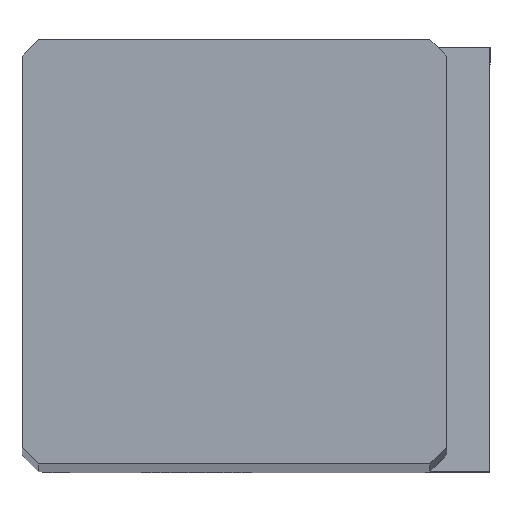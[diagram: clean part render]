
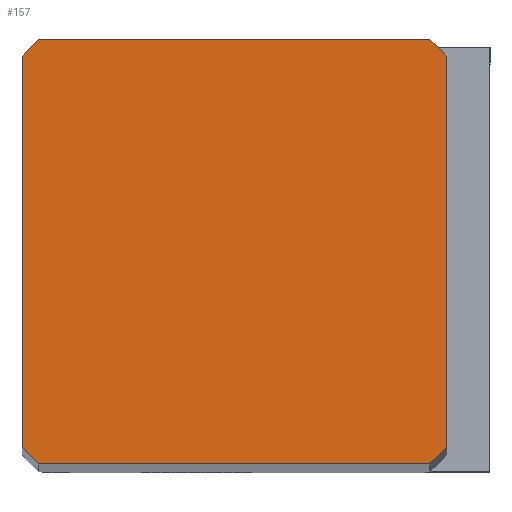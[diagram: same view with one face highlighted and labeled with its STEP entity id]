
A CAD part, top view. The second image highlights one B-rep face of the part: STEP entity #157.
In plain terms, the highlighted planar face has unit normal (0, 0, 1).
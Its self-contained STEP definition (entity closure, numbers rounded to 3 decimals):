
#101=FACE_OUTER_BOUND('',#248,.T.);
#157=ADVANCED_FACE('',(#101),#215,.T.);
#215=PLANE('',#1216);
#248=EDGE_LOOP('',(#378,#379,#380,#381,#382,#383,#384,#385));
#378=ORIENTED_EDGE('',*,*,#809,.F.);
#379=ORIENTED_EDGE('',*,*,#810,.T.);
#380=ORIENTED_EDGE('',*,*,#811,.T.);
#381=ORIENTED_EDGE('',*,*,#812,.T.);
#382=ORIENTED_EDGE('',*,*,#808,.T.);
#383=ORIENTED_EDGE('',*,*,#798,.T.);
#384=ORIENTED_EDGE('',*,*,#794,.T.);
#385=ORIENTED_EDGE('',*,*,#813,.T.);
#684=VERTEX_POINT('',#1678);
#685=VERTEX_POINT('',#1680);
#688=VERTEX_POINT('',#1688);
#695=VERTEX_POINT('',#1706);
#696=VERTEX_POINT('',#1710);
#697=VERTEX_POINT('',#1711);
#698=VERTEX_POINT('',#1713);
#699=VERTEX_POINT('',#1715);
#794=EDGE_CURVE('',#685,#684,#956,.T.);
#798=EDGE_CURVE('',#688,#685,#958,.T.);
#808=EDGE_CURVE('',#695,#688,#968,.T.);
#809=EDGE_CURVE('',#696,#697,#969,.T.);
#810=EDGE_CURVE('',#696,#698,#970,.T.);
#811=EDGE_CURVE('',#698,#699,#971,.T.);
#812=EDGE_CURVE('',#699,#695,#972,.T.);
#813=EDGE_CURVE('',#684,#697,#973,.T.);
#956=LINE('',#1679,#1049);
#958=LINE('',#1687,#1051);
#968=LINE('',#1707,#1061);
#969=LINE('',#1709,#1062);
#970=LINE('',#1712,#1063);
#971=LINE('',#1714,#1064);
#972=LINE('',#1716,#1065);
#973=LINE('',#1717,#1066);
#1049=VECTOR('',#1348,1.);
#1051=VECTOR('',#1356,1.);
#1061=VECTOR('',#1370,1.);
#1062=VECTOR('',#1373,1.);
#1063=VECTOR('',#1374,1.);
#1064=VECTOR('',#1375,1.);
#1065=VECTOR('',#1376,1.);
#1066=VECTOR('',#1377,1.);
#1216=AXIS2_PLACEMENT_3D('',#1718,#1378,#1379);
#1348=DIRECTION('',(1.,0.,0.));
#1356=DIRECTION('',(0.707,-0.707,0.));
#1370=DIRECTION('',(0.,-1.,0.));
#1373=DIRECTION('',(0.,-1.,0.));
#1374=DIRECTION('',(-0.707,0.707,0.));
#1375=DIRECTION('',(-1.,0.,0.));
#1376=DIRECTION('',(-0.707,-0.707,0.));
#1377=DIRECTION('',(0.707,0.707,0.));
#1378=DIRECTION('',(0.,0.,1.));
#1379=DIRECTION('',(1.,0.,0.));
#1678=CARTESIAN_POINT('',(-0.5,0.,0.));
#1679=CARTESIAN_POINT('',(-12.2,0.,0.));
#1680=CARTESIAN_POINT('',(-12.2,0.,0.));
#1687=CARTESIAN_POINT('',(-12.7,0.5,0.));
#1688=CARTESIAN_POINT('',(-12.7,0.5,0.));
#1706=CARTESIAN_POINT('',(-12.7,12.2,0.));
#1707=CARTESIAN_POINT('',(-12.7,12.2,0.));
#1709=CARTESIAN_POINT('',(0.,12.2,0.));
#1710=CARTESIAN_POINT('',(0.,12.2,0.));
#1711=CARTESIAN_POINT('',(0.,0.5,0.));
#1712=CARTESIAN_POINT('',(0.,12.2,0.));
#1713=CARTESIAN_POINT('',(-0.5,12.7,0.));
#1714=CARTESIAN_POINT('',(-0.5,12.7,0.));
#1715=CARTESIAN_POINT('',(-12.2,12.7,0.));
#1716=CARTESIAN_POINT('',(-12.2,12.7,0.));
#1717=CARTESIAN_POINT('',(-0.5,0.,0.));
#1718=CARTESIAN_POINT('',(-6.35,6.35,0.));
